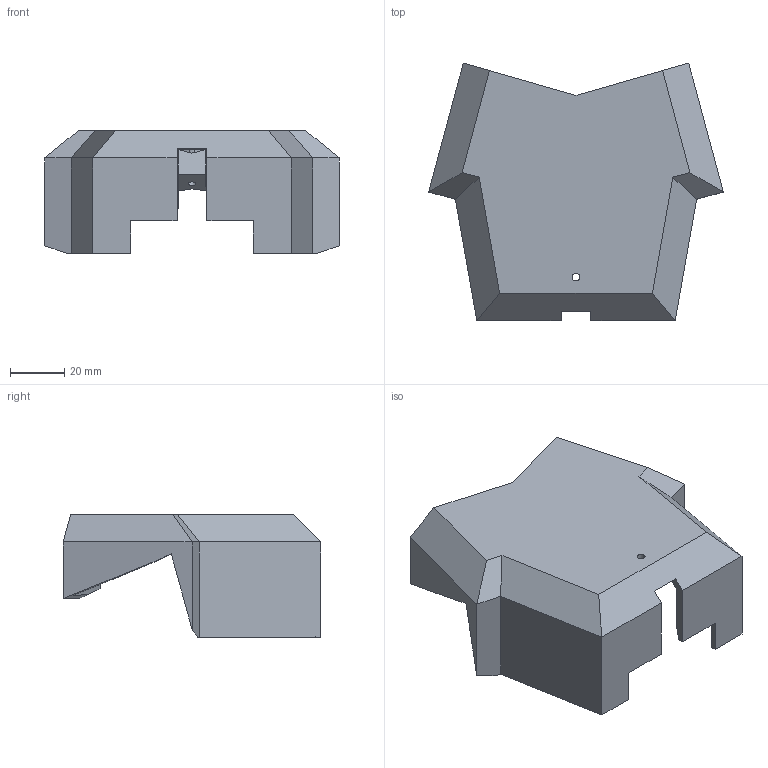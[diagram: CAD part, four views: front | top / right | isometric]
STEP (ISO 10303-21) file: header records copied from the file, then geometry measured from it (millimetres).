
FILE_DESCRIPTION(('FreeCAD Model'),'2;1');
FILE_NAME('Open CASCADE Shape Model','2025-03-26T19:02:19',(''),(''), 'Open CASCADE STEP processor 7.6','FreeCAD','Unknown');
FILE_SCHEMA(('AUTOMOTIVE_DESIGN { 1 0 10303 214 1 1 1 1 }'));
Length unit declared in the file: millimetre
Products named in the file (1): Cut004
Bounding box: 108.18 x 94.62 x 45 mm (x, y, z)
Volume: 50436.5 mm3; surface area: 35559.7 mm2
Topology: 1 solids, 1 shells, 88 faces, 245 edges, 160 vertices
Faces by surface type: plane 62, bspline 16, cylinder 8, extrusion 2
Entity records: 4349 total; most frequent: CARTESIAN_POINT 2222, ORIENTED_EDGE 490, DIRECTION 347, EDGE_CURVE 245, VECTOR 161, VERTEX_POINT 160, LINE 159, AXIS2_PLACEMENT_3D 93
